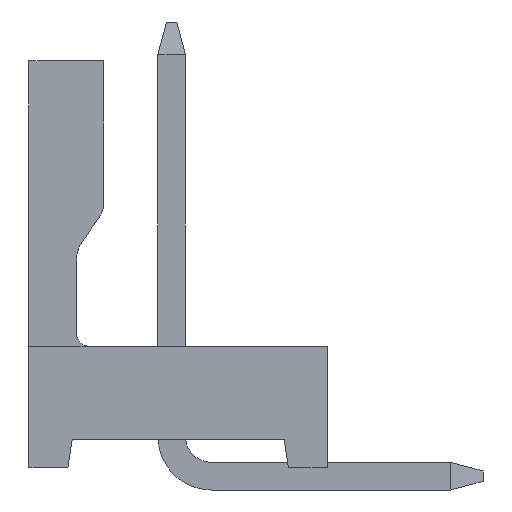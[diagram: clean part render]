
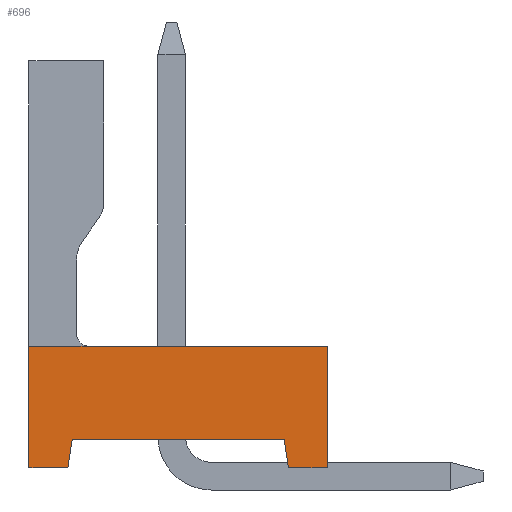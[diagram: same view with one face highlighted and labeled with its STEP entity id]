
A CAD part, left-side view. The second image highlights one B-rep face of the part: STEP entity #696.
In plain terms, the highlighted planar face has unit normal (-1, 0, 0).
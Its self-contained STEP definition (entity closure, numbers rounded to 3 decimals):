
#245=CARTESIAN_POINT('',(-12.7,3.3,2.8));
#246=VERTEX_POINT('',#245);
#253=CARTESIAN_POINT('',(-12.7,-3.6,2.8));
#254=VERTEX_POINT('',#253);
#255=CARTESIAN_POINT('',(-12.7,3.3,2.8));
#256=DIRECTION('',(0.,-1.,0.));
#257=VECTOR('',#256,6.9);
#258=LINE('',#255,#257);
#259=EDGE_CURVE('',#246,#254,#258,.T.);
#634=CARTESIAN_POINT('',(-12.7,1.1,4.7));
#635=DIRECTION('',(0.,1.,0.));
#636=DIRECTION('',(-1.,0.,0.));
#637=AXIS2_PLACEMENT_3D('',#634,#636,#635);
#638=PLANE('',#637);
#639=ORIENTED_EDGE('',*,*,#259,.F.);
#640=CARTESIAN_POINT('',(-12.7,3.3,0.));
#641=VERTEX_POINT('',#640);
#642=CARTESIAN_POINT('',(-12.7,3.3,2.8));
#643=DIRECTION('',(0.,0.,-1.));
#644=VECTOR('',#643,2.8);
#645=LINE('',#642,#644);
#646=EDGE_CURVE('',#246,#641,#645,.T.);
#647=ORIENTED_EDGE('',*,*,#646,.T.);
#648=CARTESIAN_POINT('',(-12.7,2.4,0.));
#649=VERTEX_POINT('',#648);
#650=CARTESIAN_POINT('',(-12.7,3.3,0.));
#651=DIRECTION('',(0.,-1.,0.));
#652=VECTOR('',#651,0.9);
#653=LINE('',#650,#652);
#654=EDGE_CURVE('',#641,#649,#653,.T.);
#655=ORIENTED_EDGE('',*,*,#654,.T.);
#656=CARTESIAN_POINT('',(-12.7,2.3,0.65));
#657=VERTEX_POINT('',#656);
#658=CARTESIAN_POINT('',(-12.7,2.4,0.));
#659=DIRECTION('',(0.,-0.152,0.988));
#660=VECTOR('',#659,0.658);
#661=LINE('',#658,#660);
#662=EDGE_CURVE('',#649,#657,#661,.T.);
#663=ORIENTED_EDGE('',*,*,#662,.T.);
#664=CARTESIAN_POINT('',(-12.7,-2.6,0.65));
#665=VERTEX_POINT('',#664);
#666=CARTESIAN_POINT('',(-12.7,2.3,0.65));
#667=DIRECTION('',(0.,-1.,0.));
#668=VECTOR('',#667,4.9);
#669=LINE('',#666,#668);
#670=EDGE_CURVE('',#657,#665,#669,.T.);
#671=ORIENTED_EDGE('',*,*,#670,.T.);
#672=CARTESIAN_POINT('',(-12.7,-2.7,0.));
#673=VERTEX_POINT('',#672);
#674=CARTESIAN_POINT('',(-12.7,-2.6,0.65));
#675=DIRECTION('',(0.,-0.152,-0.988));
#676=VECTOR('',#675,0.658);
#677=LINE('',#674,#676);
#678=EDGE_CURVE('',#665,#673,#677,.T.);
#679=ORIENTED_EDGE('',*,*,#678,.T.);
#680=CARTESIAN_POINT('',(-12.7,-3.6,0.));
#681=VERTEX_POINT('',#680);
#682=CARTESIAN_POINT('',(-12.7,-2.7,0.));
#683=DIRECTION('',(0.,-1.,0.));
#684=VECTOR('',#683,0.9);
#685=LINE('',#682,#684);
#686=EDGE_CURVE('',#673,#681,#685,.T.);
#687=ORIENTED_EDGE('',*,*,#686,.T.);
#688=CARTESIAN_POINT('',(-12.7,-3.6,0.));
#689=DIRECTION('',(0.,0.,1.));
#690=VECTOR('',#689,2.8);
#691=LINE('',#688,#690);
#692=EDGE_CURVE('',#681,#254,#691,.T.);
#693=ORIENTED_EDGE('',*,*,#692,.T.);
#694=EDGE_LOOP('',(#639,#647,#655,#663,#671,#679,#687,#693));
#695=FACE_OUTER_BOUND('',#694,.T.);
#696=ADVANCED_FACE('',(#695),#638,.T.);
